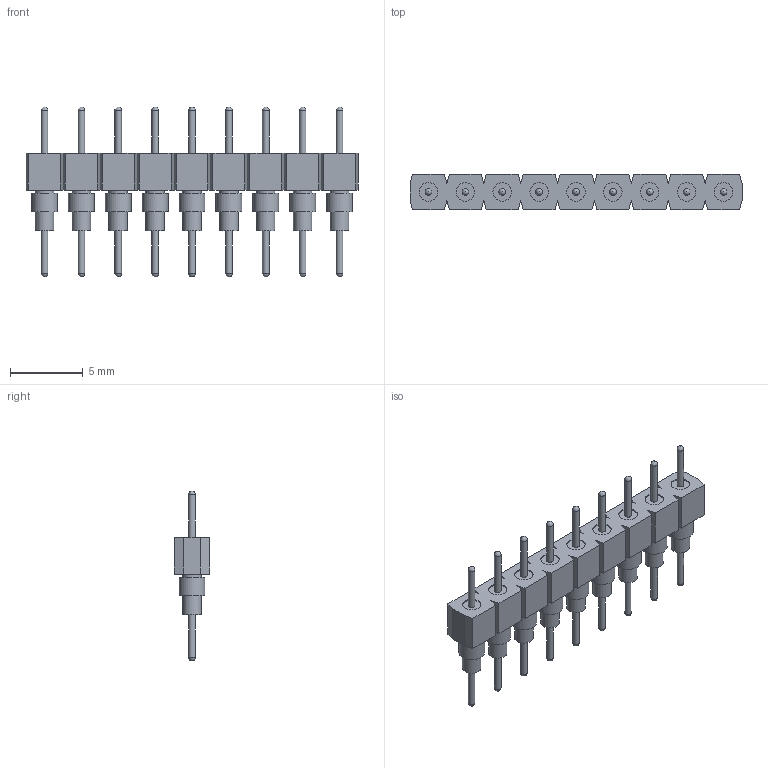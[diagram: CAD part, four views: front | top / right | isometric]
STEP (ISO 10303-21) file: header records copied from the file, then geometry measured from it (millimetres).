
FILE_DESCRIPTION(('FreeCAD Model'),'2;1');
FILE_NAME('Open CASCADE Shape Model','2025-01-12T11:57:29',(''),(''), 'Open CASCADE STEP processor 7.8','FreeCAD','Unknown');
FILE_SCHEMA(('AUTOMOTIVE_DESIGN { 1 0 10303 214 1 1 1 1 }'));
Length unit declared in the file: millimetre
Products named in the file (10): BBS-109-G-A_pins008; BBS-109-G-A_socket; BBS-109-G-A_pins; BBS-109-G-A_pins001; BBS-109-G-A_pins002; BBS-109-G-A_pins003; BBS-109-G-A_pins004; BBS-109-G-A_pins005; BBS-109-G-A_pins006; BBS-109-G-A_pins007
Bounding box: 22.86 x 2.44 x 11.68 mm (x, y, z)
Volume: 190.8 mm3; surface area: 674.5 mm2
Topology: 10 solids, 10 shells, 166 faces, 393 edges, 265 vertices
Faces by surface type: plane 94, cylinder 54, sphere 18
Full cylindrical faces by diameter (mm): 0.457 x18, 1.27 x27, 1.778 x9
Entity records: 4954 total; most frequent: CARTESIAN_POINT 951, DIRECTION 772, ORIENTED_EDGE 750, EDGE_CURVE 375, AXIS2_PLACEMENT_3D 302, VERTEX_POINT 265, FACE_BOUND 220, EDGE_LOOP 220
